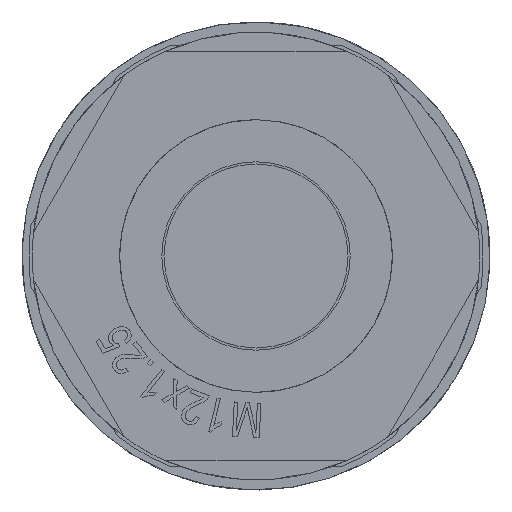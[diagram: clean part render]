
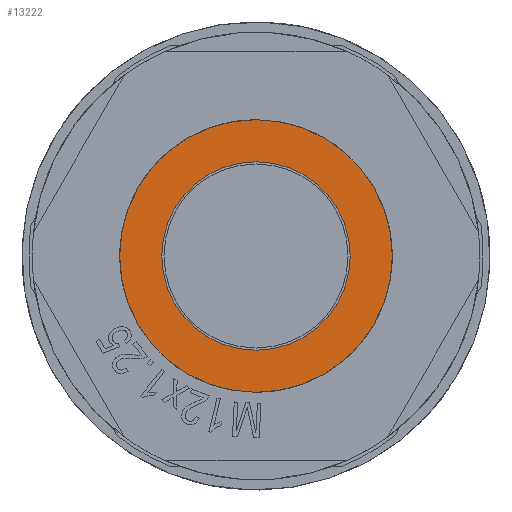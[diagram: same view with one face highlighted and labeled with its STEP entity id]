
A CAD part, front view. The second image highlights one B-rep face of the part: STEP entity #13222.
In plain terms, the highlighted planar face has unit normal (0, -1, 0).
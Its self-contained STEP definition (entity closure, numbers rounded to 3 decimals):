
#376 = EDGE_CURVE ( 'NONE', #1639, #3848, #10846, .T. ) ;
#873 = CIRCLE ( 'NONE', #8944, 4.145 ) ;
#982 = ORIENTED_EDGE ( 'NONE', *, *, #4697, .T. ) ;
#1062 = FACE_OUTER_BOUND ( 'NONE', #13230, .T. ) ;
#1113 = CARTESIAN_POINT ( 'NONE',  ( 0., -9., 0. ) ) ;
#1639 = VERTEX_POINT ( 'NONE', #15330 ) ;
#2378 = DIRECTION ( 'NONE',  ( 0., -1., 0. ) ) ;
#2632 = DIRECTION ( 'NONE',  ( 0., 0., -1. ) ) ;
#3279 = CARTESIAN_POINT ( 'NONE',  ( 0., -9., 4.145 ) ) ;
#3285 = AXIS2_PLACEMENT_3D ( 'NONE', #12311, #3302, #13824 ) ;
#3302 = DIRECTION ( 'NONE',  ( 0., -1., 0. ) ) ;
#3545 = VERTEX_POINT ( 'NONE', #3279 ) ;
#3848 = VERTEX_POINT ( 'NONE', #14862 ) ;
#3925 = DIRECTION ( 'NONE',  ( 0., -1., 0. ) ) ;
#3962 = ORIENTED_EDGE ( 'NONE', *, *, #14589, .F. ) ;
#4016 = AXIS2_PLACEMENT_3D ( 'NONE', #15668, #3925, #13080 ) ;
#4113 = PLANE ( 'NONE',  #9295 ) ;
#4697 = EDGE_CURVE ( 'NONE', #3848, #1639, #16911, .T. ) ;
#5098 = FACE_BOUND ( 'NONE', #16178, .T. ) ;
#6955 = CARTESIAN_POINT ( 'NONE',  ( 0., -9., 0. ) ) ;
#8485 = DIRECTION ( 'NONE',  ( 0., 0., -1. ) ) ;
#8628 = CARTESIAN_POINT ( 'NONE',  ( 0., -9., -4.145 ) ) ;
#8944 = AXIS2_PLACEMENT_3D ( 'NONE', #11359, #2378, #12886 ) ;
#9295 = AXIS2_PLACEMENT_3D ( 'NONE', #1113, #11621, #2632 ) ;
#9613 = ORIENTED_EDGE ( 'NONE', *, *, #14795, .F. ) ;
#10401 = ORIENTED_EDGE ( 'NONE', *, *, #376, .T. ) ;
#10846 = CIRCLE ( 'NONE', #4016, 6. ) ;
#10918 = VERTEX_POINT ( 'NONE', #8628 ) ;
#11075 = AXIS2_PLACEMENT_3D ( 'NONE', #6955, #17457, #8485 ) ;
#11359 = CARTESIAN_POINT ( 'NONE',  ( 0., -9., 0. ) ) ;
#11621 = DIRECTION ( 'NONE',  ( 0., -1., 0. ) ) ;
#12311 = CARTESIAN_POINT ( 'NONE',  ( 0., -9., 0. ) ) ;
#12886 = DIRECTION ( 'NONE',  ( 0., 0., -1. ) ) ;
#13080 = DIRECTION ( 'NONE',  ( 0., 0., -1. ) ) ;
#13222 = ADVANCED_FACE ( 'NONE', ( #1062, #5098 ), #4113, .T. ) ;
#13230 = EDGE_LOOP ( 'NONE', ( #10401, #982 ) ) ;
#13824 = DIRECTION ( 'NONE',  ( 0., 0., -1. ) ) ;
#14484 = CIRCLE ( 'NONE', #3285, 4.145 ) ;
#14589 = EDGE_CURVE ( 'NONE', #3545, #10918, #14484, .T. ) ;
#14795 = EDGE_CURVE ( 'NONE', #10918, #3545, #873, .T. ) ;
#14862 = CARTESIAN_POINT ( 'NONE',  ( 0., -9., -6. ) ) ;
#15330 = CARTESIAN_POINT ( 'NONE',  ( 0., -9., 6. ) ) ;
#15668 = CARTESIAN_POINT ( 'NONE',  ( 0., -9., 0. ) ) ;
#16178 = EDGE_LOOP ( 'NONE', ( #3962, #9613 ) ) ;
#16911 = CIRCLE ( 'NONE', #11075, 6. ) ;
#17457 = DIRECTION ( 'NONE',  ( 0., -1., 0. ) ) ;
